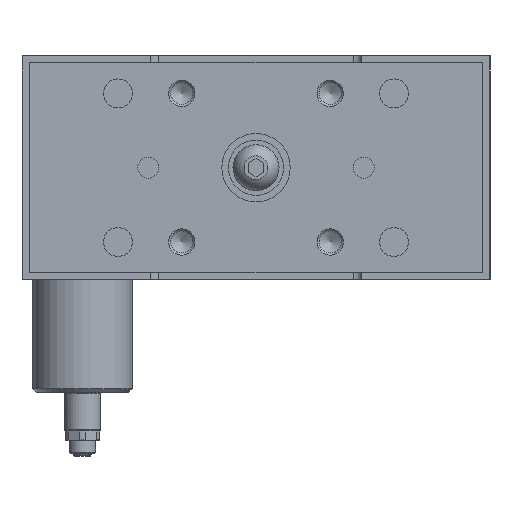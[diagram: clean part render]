
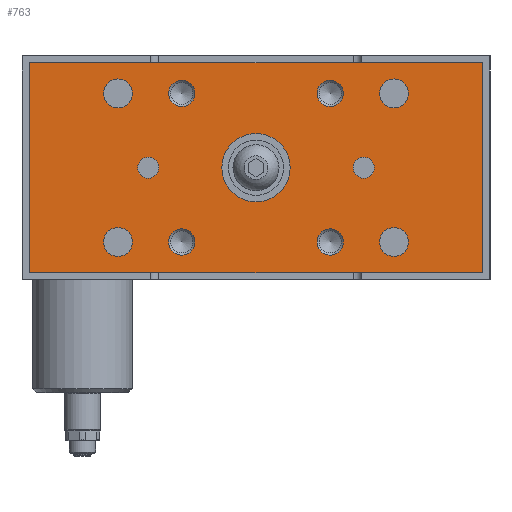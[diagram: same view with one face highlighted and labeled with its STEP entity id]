
A CAD part, left-side view. The second image highlights one B-rep face of the part: STEP entity #763.
In plain terms, the highlighted planar face has unit normal (-1, 0, 0).
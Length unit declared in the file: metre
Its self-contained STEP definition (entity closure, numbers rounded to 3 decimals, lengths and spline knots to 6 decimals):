
#763 = ADVANCED_FACE( '', ( #1946, #1947, #1948, #1949, #1950, #1951, #1952, #1953, #1954, #1955, #1956, #1957 ), #1958, .F. );
#1946 = FACE_BOUND( '', #3746, .T. );
#1947 = FACE_BOUND( '', #3747, .T. );
#1948 = FACE_BOUND( '', #3748, .T. );
#1949 = FACE_BOUND( '', #3749, .T. );
#1950 = FACE_BOUND( '', #3750, .T. );
#1951 = FACE_BOUND( '', #3751, .T. );
#1952 = FACE_BOUND( '', #3752, .T. );
#1953 = FACE_BOUND( '', #3753, .T. );
#1954 = FACE_BOUND( '', #3754, .T. );
#1955 = FACE_BOUND( '', #3755, .T. );
#1956 = FACE_BOUND( '', #3756, .T. );
#1957 = FACE_OUTER_BOUND( '', #3757, .T. );
#1958 = PLANE( '', #3758 );
#3746 = EDGE_LOOP( '', ( #5994 ) );
#3747 = EDGE_LOOP( '', ( #5995 ) );
#3748 = EDGE_LOOP( '', ( #5996 ) );
#3749 = EDGE_LOOP( '', ( #5997 ) );
#3750 = EDGE_LOOP( '', ( #5998 ) );
#3751 = EDGE_LOOP( '', ( #5999 ) );
#3752 = EDGE_LOOP( '', ( #6000 ) );
#3753 = EDGE_LOOP( '', ( #6001 ) );
#3754 = EDGE_LOOP( '', ( #6002 ) );
#3755 = EDGE_LOOP( '', ( #6003 ) );
#3756 = EDGE_LOOP( '', ( #6004 ) );
#3757 = EDGE_LOOP( '', ( #6005, #6006, #6007, #6008 ) );
#3758 = AXIS2_PLACEMENT_3D( '', #6009, #6010, #6011 );
#5994 = ORIENTED_EDGE( '', *, *, #9327, .T. );
#5995 = ORIENTED_EDGE( '', *, *, #9346, .T. );
#5996 = ORIENTED_EDGE( '', *, *, #9347, .F. );
#5997 = ORIENTED_EDGE( '', *, *, #9348, .F. );
#5998 = ORIENTED_EDGE( '', *, *, #9310, .T. );
#5999 = ORIENTED_EDGE( '', *, *, #9349, .T. );
#6000 = ORIENTED_EDGE( '', *, *, #9350, .T. );
#6001 = ORIENTED_EDGE( '', *, *, #9351, .T. );
#6002 = ORIENTED_EDGE( '', *, *, #9039, .T. );
#6003 = ORIENTED_EDGE( '', *, *, #9142, .T. );
#6004 = ORIENTED_EDGE( '', *, *, #9352, .T. );
#6005 = ORIENTED_EDGE( '', *, *, #9353, .T. );
#6006 = ORIENTED_EDGE( '', *, *, #9354, .T. );
#6007 = ORIENTED_EDGE( '', *, *, #9355, .T. );
#6008 = ORIENTED_EDGE( '', *, *, #9356, .T. );
#6009 = CARTESIAN_POINT( '', ( -0.037, 0.086, -0.0025 ) );
#6010 = DIRECTION( '', ( 1., 0., 0. ) );
#6011 = DIRECTION( '', ( 0., 0., 1. ) );
#9039 = EDGE_CURVE( '', #10565, #10565, #10566, .T. );
#9142 = EDGE_CURVE( '', #10735, #10735, #10736, .T. );
#9310 = EDGE_CURVE( '', #11008, #11008, #11009, .T. );
#9327 = EDGE_CURVE( '', #11034, #11034, #11035, .T. );
#9346 = EDGE_CURVE( '', #11067, #11067, #11068, .T. );
#9347 = EDGE_CURVE( '', #11069, #11069, #11070, .T. );
#9348 = EDGE_CURVE( '', #11071, #11071, #11072, .T. );
#9349 = EDGE_CURVE( '', #11073, #11073, #11074, .T. );
#9350 = EDGE_CURVE( '', #11075, #11075, #11076, .T. );
#9351 = EDGE_CURVE( '', #11077, #11077, #11078, .T. );
#9352 = EDGE_CURVE( '', #11079, #11079, #11080, .T. );
#9353 = EDGE_CURVE( '', #11081, #11082, #11083, .T. );
#9354 = EDGE_CURVE( '', #11082, #11084, #11085, .T. );
#9355 = EDGE_CURVE( '', #11084, #11086, #11087, .T. );
#9356 = EDGE_CURVE( '', #11086, #11081, #11088, .T. );
#10565 = VERTEX_POINT( '', #12881 );
#10566 = CIRCLE( '', #12882, 0.0055 );
#10735 = VERTEX_POINT( '', #13105 );
#10736 = CIRCLE( '', #13106, 0.004 );
#11008 = VERTEX_POINT( '', #13527 );
#11009 = CIRCLE( '', #13528, 0.005 );
#11034 = VERTEX_POINT( '', #13560 );
#11035 = CIRCLE( '', #13561, 0.013 );
#11067 = VERTEX_POINT( '', #13600 );
#11068 = CIRCLE( '', #13601, 0.005 );
#11069 = VERTEX_POINT( '', #13602 );
#11070 = CIRCLE( '', #13603, 0.005 );
#11071 = VERTEX_POINT( '', #13604 );
#11072 = CIRCLE( '', #13605, 0.005 );
#11073 = VERTEX_POINT( '', #13606 );
#11074 = CIRCLE( '', #13607, 0.0055 );
#11075 = VERTEX_POINT( '', #13608 );
#11076 = CIRCLE( '', #13609, 0.0055 );
#11077 = VERTEX_POINT( '', #13610 );
#11078 = CIRCLE( '', #13611, 0.0055 );
#11079 = VERTEX_POINT( '', #13612 );
#11080 = CIRCLE( '', #13613, 0.004 );
#11081 = VERTEX_POINT( '', #13614 );
#11082 = VERTEX_POINT( '', #13615 );
#11083 = LINE( '', #13616, #13617 );
#11084 = VERTEX_POINT( '', #13618 );
#11085 = LINE( '', #13619, #13620 );
#11086 = VERTEX_POINT( '', #13621 );
#11087 = LINE( '', #13622, #13623 );
#11088 = LINE( '', #13624, #13625 );
#12881 = CARTESIAN_POINT( '', ( -0.037, -0.047, -0.07075 ) );
#12882 = AXIS2_PLACEMENT_3D( '', #16131, #16132, #16133 );
#13105 = CARTESIAN_POINT( '', ( -0.037, 0.045, -0.0425 ) );
#13106 = AXIS2_PLACEMENT_3D( '', #16298, #16299, #16300 );
#13527 = CARTESIAN_POINT( '', ( -0.037, -0.02325, -0.07075 ) );
#13528 = AXIS2_PLACEMENT_3D( '', #16508, #16509, #16510 );
#13560 = CARTESIAN_POINT( '', ( -0.037, 0.013, -0.0425 ) );
#13561 = AXIS2_PLACEMENT_3D( '', #16530, #16531, #16532 );
#13600 = CARTESIAN_POINT( '', ( -0.037, 0.02325, -0.01425 ) );
#13601 = AXIS2_PLACEMENT_3D( '', #16561, #16562, #16563 );
#13602 = CARTESIAN_POINT( '', ( -0.037, -0.02325, -0.01425 ) );
#13603 = AXIS2_PLACEMENT_3D( '', #16564, #16565, #16566 );
#13604 = CARTESIAN_POINT( '', ( -0.037, 0.02325, -0.07075 ) );
#13605 = AXIS2_PLACEMENT_3D( '', #16567, #16568, #16569 );
#13606 = CARTESIAN_POINT( '', ( -0.037, 0.058, -0.01425 ) );
#13607 = AXIS2_PLACEMENT_3D( '', #16570, #16571, #16572 );
#13608 = CARTESIAN_POINT( '', ( -0.037, -0.047, -0.01425 ) );
#13609 = AXIS2_PLACEMENT_3D( '', #16573, #16574, #16575 );
#13610 = CARTESIAN_POINT( '', ( -0.037, 0.058, -0.07075 ) );
#13611 = AXIS2_PLACEMENT_3D( '', #16576, #16577, #16578 );
#13612 = CARTESIAN_POINT( '', ( -0.037, -0.037, -0.0425 ) );
#13613 = AXIS2_PLACEMENT_3D( '', #16579, #16580, #16581 );
#13614 = CARTESIAN_POINT( '', ( -0.037, 0.086, -0.0025 ) );
#13615 = CARTESIAN_POINT( '', ( -0.037, 0.086, -0.0825 ) );
#13616 = CARTESIAN_POINT( '', ( -0.037, 0.086, -0.0025 ) );
#13617 = VECTOR( '', #16582, 1. );
#13618 = CARTESIAN_POINT( '', ( -0.037, -0.086, -0.0825 ) );
#13619 = CARTESIAN_POINT( '', ( -0.037, 0.086, -0.0825 ) );
#13620 = VECTOR( '', #16583, 1. );
#13621 = CARTESIAN_POINT( '', ( -0.037, -0.086, -0.0025 ) );
#13622 = CARTESIAN_POINT( '', ( -0.037, -0.086, -0.0825 ) );
#13623 = VECTOR( '', #16584, 1. );
#13624 = CARTESIAN_POINT( '', ( -0.037, -0.086, -0.0025 ) );
#13625 = VECTOR( '', #16585, 1. );
#16131 = CARTESIAN_POINT( '', ( -0.037, -0.0525, -0.07075 ) );
#16132 = DIRECTION( '', ( 1., 0., 0. ) );
#16133 = DIRECTION( '', ( 0., 1., 0. ) );
#16298 = CARTESIAN_POINT( '', ( -0.037, 0.041, -0.0425 ) );
#16299 = DIRECTION( '', ( 1., 0., 0. ) );
#16300 = DIRECTION( '', ( 0., 1., 0. ) );
#16508 = CARTESIAN_POINT( '', ( -0.037, -0.02825, -0.07075 ) );
#16509 = DIRECTION( '', ( 1., 0., 0. ) );
#16510 = DIRECTION( '', ( 0., 1., 0. ) );
#16530 = CARTESIAN_POINT( '', ( -0.037, 0., -0.0425 ) );
#16531 = DIRECTION( '', ( 1., 0., 0. ) );
#16532 = DIRECTION( '', ( 0., 1., 0. ) );
#16561 = CARTESIAN_POINT( '', ( -0.037, 0.02825, -0.01425 ) );
#16562 = DIRECTION( '', ( 1., 0., 0. ) );
#16563 = DIRECTION( '', ( 0., -1., 0. ) );
#16564 = CARTESIAN_POINT( '', ( -0.037, -0.02825, -0.01425 ) );
#16565 = DIRECTION( '', ( -1., 0., 0. ) );
#16566 = DIRECTION( '', ( 0., 1., 0. ) );
#16567 = CARTESIAN_POINT( '', ( -0.037, 0.02825, -0.07075 ) );
#16568 = DIRECTION( '', ( -1., 0., 0. ) );
#16569 = DIRECTION( '', ( 0., -1., 0. ) );
#16570 = CARTESIAN_POINT( '', ( -0.037, 0.0525, -0.01425 ) );
#16571 = DIRECTION( '', ( 1., 0., 0. ) );
#16572 = DIRECTION( '', ( 0., 1., 0. ) );
#16573 = CARTESIAN_POINT( '', ( -0.037, -0.0525, -0.01425 ) );
#16574 = DIRECTION( '', ( 1., 0., 0. ) );
#16575 = DIRECTION( '', ( 0., 1., 0. ) );
#16576 = CARTESIAN_POINT( '', ( -0.037, 0.0525, -0.07075 ) );
#16577 = DIRECTION( '', ( 1., 0., 0. ) );
#16578 = DIRECTION( '', ( 0., 1., 0. ) );
#16579 = CARTESIAN_POINT( '', ( -0.037, -0.041, -0.0425 ) );
#16580 = DIRECTION( '', ( 1., 0., 0. ) );
#16581 = DIRECTION( '', ( 0., 1., 0. ) );
#16582 = DIRECTION( '', ( 0., 0., -1. ) );
#16583 = DIRECTION( '', ( 0., -1., 0. ) );
#16584 = DIRECTION( '', ( 0., 0., 1. ) );
#16585 = DIRECTION( '', ( 0., 1., 0. ) );
